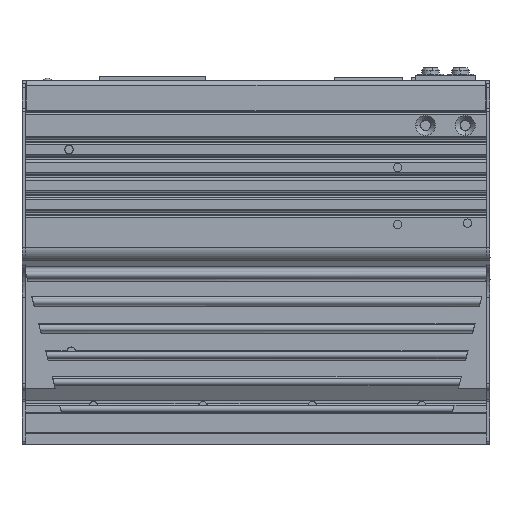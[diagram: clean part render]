
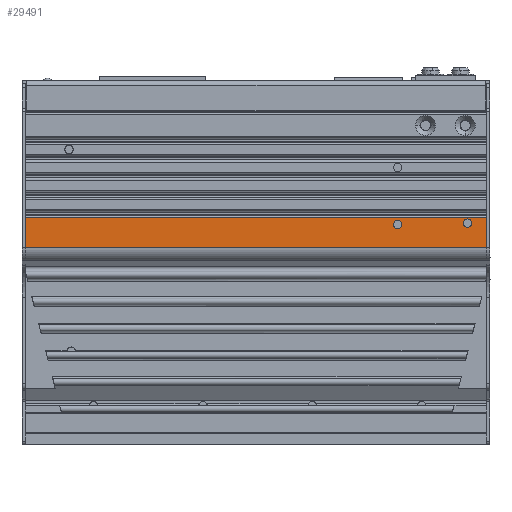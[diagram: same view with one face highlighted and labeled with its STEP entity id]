
A CAD part, front view. The second image highlights one B-rep face of the part: STEP entity #29491.
In plain terms, the highlighted planar face has unit normal (0, -1, 0).
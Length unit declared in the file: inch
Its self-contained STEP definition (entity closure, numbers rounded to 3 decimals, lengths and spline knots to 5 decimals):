
#317 = FACE_OUTER_BOUND ( 'NONE', #95586, .T. ) ;
#697 = VECTOR ( 'NONE', #44874, 39.37008 ) ;
#1807 = DIRECTION ( 'NONE',  ( 0., 1., 0. ) ) ;
#4402 = CIRCLE ( 'NONE', #81193, 0.04921 ) ;
#4882 = EDGE_LOOP ( 'NONE', ( #71439, #45691 ) ) ;
#5677 = DIRECTION ( 'NONE',  ( 0., 1., 0. ) ) ;
#8731 = DIRECTION ( 'NONE',  ( 0., 0., -1. ) ) ;
#9771 = LINE ( 'NONE', #37216, #77333 ) ;
#14334 = ORIENTED_EDGE ( 'NONE', *, *, #75797, .F. ) ;
#16463 = VERTEX_POINT ( 'NONE', #77512 ) ;
#18479 = EDGE_LOOP ( 'NONE', ( #36342, #97194 ) ) ;
#19287 = VERTEX_POINT ( 'NONE', #67281 ) ;
#19954 = AXIS2_PLACEMENT_3D ( 'NONE', #28641, #68013, #60633 ) ;
#26910 = EDGE_CURVE ( 'NONE', #28782, #16463, #55736, .T. ) ;
#28259 = VERTEX_POINT ( 'NONE', #67763 ) ;
#28262 = EDGE_CURVE ( 'NONE', #67555, #28259, #40596, .T. ) ;
#28486 = DIRECTION ( 'NONE',  ( 0., 0., -1. ) ) ;
#28641 = CARTESIAN_POINT ( 'NONE',  ( 1.7644, -0.87023, -1.71139 ) ) ;
#28759 = CARTESIAN_POINT ( 'NONE',  ( 2.5951, -0.87023, -1.69426 ) ) ;
#28782 = VERTEX_POINT ( 'NONE', #68699 ) ;
#29491 = ADVANCED_FACE ( 'NONE', ( #317, #71528, #45225 ), #46201, .T. ) ;
#35385 = VERTEX_POINT ( 'NONE', #55188 ) ;
#36342 = ORIENTED_EDGE ( 'NONE', *, *, #88033, .T. ) ;
#37216 = CARTESIAN_POINT ( 'NONE',  ( 2.82227, -0.87023, -0.14961 ) ) ;
#40364 = ORIENTED_EDGE ( 'NONE', *, *, #90190, .T. ) ;
#40522 = CARTESIAN_POINT ( 'NONE',  ( 2.5951, -0.87023, -1.69426 ) ) ;
#40596 = CIRCLE ( 'NONE', #99678, 0.04921 ) ;
#44874 = DIRECTION ( 'NONE',  ( -1., 0., 0. ) ) ;
#45225 = FACE_BOUND ( 'NONE', #4882, .T. ) ;
#45401 = DIRECTION ( 'NONE',  ( 0., 0., -1. ) ) ;
#45691 = ORIENTED_EDGE ( 'NONE', *, *, #28262, .T. ) ;
#45859 = DIRECTION ( 'NONE',  ( 0., -1., 0. ) ) ;
#45906 = ORIENTED_EDGE ( 'NONE', *, *, #26910, .T. ) ;
#46201 = PLANE ( 'NONE',  #73643 ) ;
#49984 = ORIENTED_EDGE ( 'NONE', *, *, #100132, .F. ) ;
#50825 = VERTEX_POINT ( 'NONE', #103401 ) ;
#51555 = DIRECTION ( 'NONE',  ( 0., 0., -1. ) ) ;
#55188 = CARTESIAN_POINT ( 'NONE',  ( 2.82227, -0.87023, -1.9878 ) ) ;
#55736 = LINE ( 'NONE', #67247, #79567 ) ;
#56547 = CARTESIAN_POINT ( 'NONE',  ( 1.7644, -0.87023, -1.71139 ) ) ;
#57227 = EDGE_CURVE ( 'NONE', #28259, #67555, #69669, .T. ) ;
#60633 = DIRECTION ( 'NONE',  ( 0., 0., -1. ) ) ;
#61230 = DIRECTION ( 'NONE',  ( -1., 0., 0. ) ) ;
#64260 = VECTOR ( 'NONE', #61230, 39.37008 ) ;
#67247 = CARTESIAN_POINT ( 'NONE',  ( -2.65805, -0.87023, -1.9878 ) ) ;
#67281 = CARTESIAN_POINT ( 'NONE',  ( 1.7644, -0.87023, -1.76061 ) ) ;
#67555 = VERTEX_POINT ( 'NONE', #96346 ) ;
#67763 = CARTESIAN_POINT ( 'NONE',  ( 2.5951, -0.87023, -1.74347 ) ) ;
#68013 = DIRECTION ( 'NONE',  ( 0., 1., 0. ) ) ;
#68699 = CARTESIAN_POINT ( 'NONE',  ( -2.65805, -0.87023, -1.62598 ) ) ;
#69669 = CIRCLE ( 'NONE', #90284, 0.04921 ) ;
#71439 = ORIENTED_EDGE ( 'NONE', *, *, #57227, .T. ) ;
#71528 = FACE_BOUND ( 'NONE', #18479, .T. ) ;
#73643 = AXIS2_PLACEMENT_3D ( 'NONE', #85728, #45859, #94470 ) ;
#75797 = EDGE_CURVE ( 'NONE', #50825, #35385, #9771, .T. ) ;
#77333 = VECTOR ( 'NONE', #28486, 39.37008 ) ;
#77396 = CARTESIAN_POINT ( 'NONE',  ( 2.82227, -0.87023, -1.62598 ) ) ;
#77512 = CARTESIAN_POINT ( 'NONE',  ( -2.65805, -0.87023, -1.9878 ) ) ;
#79567 = VECTOR ( 'NONE', #51555, 39.37008 ) ;
#80387 = DIRECTION ( 'NONE',  ( 0., 0., -1. ) ) ;
#81193 = AXIS2_PLACEMENT_3D ( 'NONE', #56547, #1807, #80387 ) ;
#83497 = VERTEX_POINT ( 'NONE', #87341 ) ;
#85594 = LINE ( 'NONE', #77396, #64260 ) ;
#85728 = CARTESIAN_POINT ( 'NONE',  ( 2.82227, -0.87023, -1.9878 ) ) ;
#87341 = CARTESIAN_POINT ( 'NONE',  ( 1.7644, -0.87023, -1.66218 ) ) ;
#88033 = EDGE_CURVE ( 'NONE', #19287, #83497, #4402, .T. ) ;
#88191 = LINE ( 'NONE', #93127, #697 ) ;
#90190 = EDGE_CURVE ( 'NONE', #50825, #28782, #85594, .T. ) ;
#90284 = AXIS2_PLACEMENT_3D ( 'NONE', #40522, #95732, #8731 ) ;
#91163 = EDGE_CURVE ( 'NONE', #83497, #19287, #102889, .T. ) ;
#93127 = CARTESIAN_POINT ( 'NONE',  ( -2.65805, -0.87023, -1.9878 ) ) ;
#94470 = DIRECTION ( 'NONE',  ( 0., 0., -1. ) ) ;
#95586 = EDGE_LOOP ( 'NONE', ( #14334, #40364, #45906, #49984 ) ) ;
#95732 = DIRECTION ( 'NONE',  ( 0., 1., 0. ) ) ;
#96346 = CARTESIAN_POINT ( 'NONE',  ( 2.5951, -0.87023, -1.64504 ) ) ;
#97194 = ORIENTED_EDGE ( 'NONE', *, *, #91163, .T. ) ;
#99678 = AXIS2_PLACEMENT_3D ( 'NONE', #28759, #5677, #45401 ) ;
#100132 = EDGE_CURVE ( 'NONE', #35385, #16463, #88191, .T. ) ;
#102889 = CIRCLE ( 'NONE', #19954, 0.04921 ) ;
#103401 = CARTESIAN_POINT ( 'NONE',  ( 2.82227, -0.87023, -1.62598 ) ) ;
